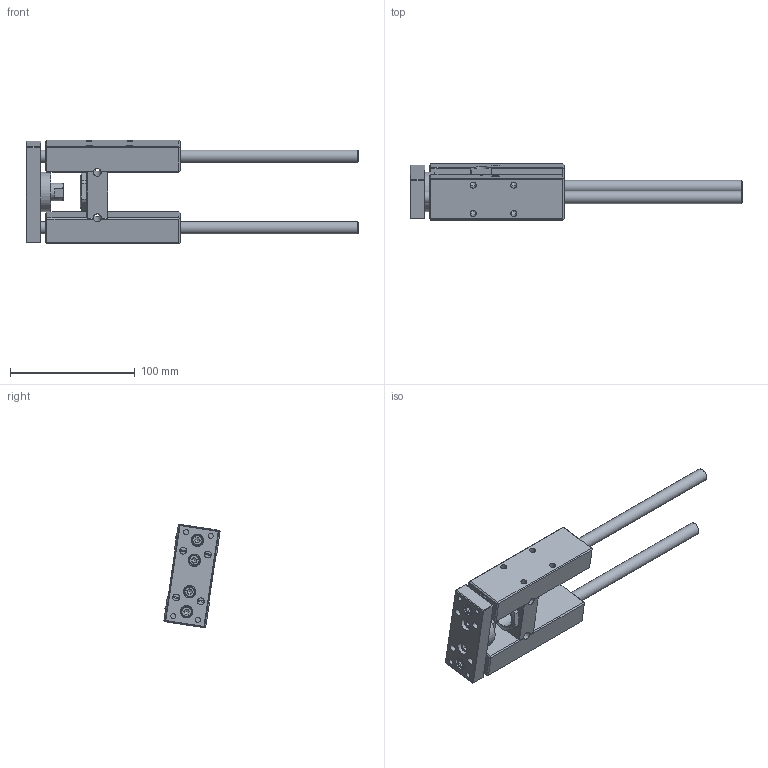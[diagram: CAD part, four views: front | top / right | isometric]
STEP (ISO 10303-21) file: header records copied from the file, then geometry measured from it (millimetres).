
FILE_DESCRIPTION( ( 'Unknown' ), '1' );
FILE_NAME( 'RHG 25_100.stp', 'Unknown', ( 'Unknown' ), ( 'Unknown' ), 'PSStep 14.0', 'Unknown', ' ' );
FILE_SCHEMA( ( 'AUTOMOTIVE_DESIGN { 1 0 10303 214 1 1 1 1 }' ) );
Length unit declared in the file: millimetre
Products named in the file (14): IN40549_1; CORPO INGRASSATORE_1; SF3_1; Assem1; UG201425050 BS40442; CR20014; GH40275; GH40276; PI40274; VTA5X12; VTA5X16; GH40434; GT40406; AT402960050
Assembly tree (23 placements, depth 3):
  Assem1
    UG201425050 BS40442
    CR20014
    GH40275
    GH40276
    PI40274
    VTA5X12  x2
    VTA5X16  x2
    GH40434  x4
    GT40406  x4
    AT402960050  x2
    IN40549_1  x2
      CORPO INGRASSATORE_1
      SF3_1
Bounding box: 266.5 x 45.11 x 82.89 mm (x, y, z)
Volume: 194673.3 mm3; surface area: 82774.7 mm2
Topology: 23 solids, 23 shells, 387 faces, 825 edges, 519 vertices
Faces by surface type: plane 193, cylinder 112, cone 65, torus 15, sphere 2
Full cylindrical faces by diameter (mm): 3 x2, 4.134 x8, 4.917 x8, 5 x8, 5.5 x8, 6 x4, 6.5 x4, 6.7 x2, 8.5 x4, 8.65 x1, 10 x12, 11 x2, 12 x2, 12.5 x2, 14 x1, 14.098 x4, 15 x3, 15.098 x4, 16.508 x4, 17 x8, 17.508 x4, 18 x5, 19.5 x1, 20.376 x1, 24 x1, 25 x2, 31.5 x1
Entity records: 9786 total; most frequent: CARTESIAN_POINT 1328, DIRECTION 1294, ORIENTED_EDGE 950, AXIS2_PLACEMENT_3D 532, EDGE_LOOP 496, EDGE_CURVE 475, VERTEX_POINT 380, FACE_OUTER_BOUND 372
